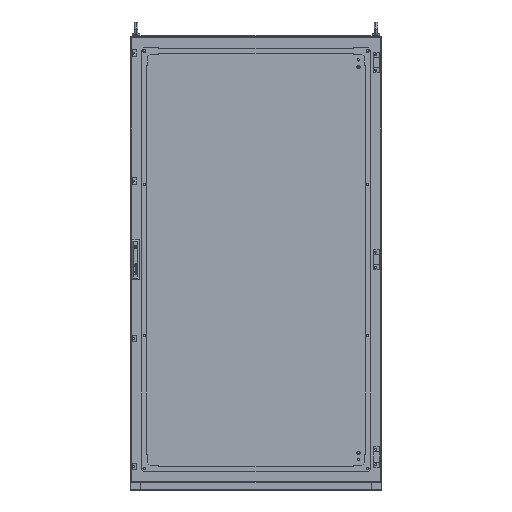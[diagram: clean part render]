
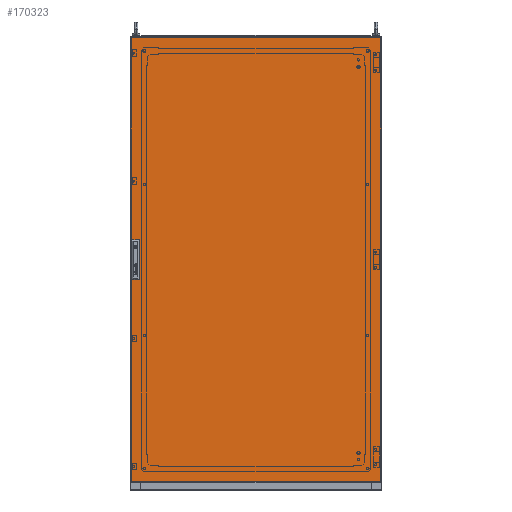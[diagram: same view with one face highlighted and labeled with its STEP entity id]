
A CAD part, top view. The second image highlights one B-rep face of the part: STEP entity #170323.
In plain terms, the highlighted planar face has unit normal (0, 0, 1).
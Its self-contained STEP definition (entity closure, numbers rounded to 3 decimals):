
#2982 = EDGE_CURVE ( 'NONE', #31806, #131330, #5013, .T. ) ;
#5013 = LINE ( 'NONE', #68157, #197994 ) ;
#6862 = LINE ( 'NONE', #148529, #193682 ) ;
#7392 = CARTESIAN_POINT ( 'NONE',  ( -465.7, -61.5, 0. ) ) ;
#8773 = CARTESIAN_POINT ( 'NONE',  ( -490.7, -61.5, 0. ) ) ;
#8901 = DIRECTION ( 'NONE',  ( 0., -1., 0. ) ) ;
#13770 = CARTESIAN_POINT ( 'NONE',  ( -465.7, -11.5, 0. ) ) ;
#13937 = CARTESIAN_POINT ( 'NONE',  ( -465.7, 88.5, 0. ) ) ;
#14516 = CARTESIAN_POINT ( 'NONE',  ( -465.7, -11.5, 0. ) ) ;
#17369 = VECTOR ( 'NONE', #201773, 1000. ) ;
#19691 = CARTESIAN_POINT ( 'NONE',  ( -497., 897., 0. ) ) ;
#21698 = VERTEX_POINT ( 'NONE', #171125 ) ;
#21719 = DIRECTION ( 'NONE',  ( -1., 0., 0. ) ) ;
#22656 = DIRECTION ( 'NONE',  ( 1., 0., 0. ) ) ;
#22986 = CARTESIAN_POINT ( 'NONE',  ( -490.7, 38.5, 0. ) ) ;
#30165 = VERTEX_POINT ( 'NONE', #7392 ) ;
#31806 = VERTEX_POINT ( 'NONE', #13937 ) ;
#34235 = VERTEX_POINT ( 'NONE', #71019 ) ;
#42176 = EDGE_CURVE ( 'NONE', #34235, #83192, #170911, .T. ) ;
#42793 = VECTOR ( 'NONE', #161101, 1000. ) ;
#43314 = DIRECTION ( 'NONE',  ( 0., -1., 0. ) ) ;
#43471 = DIRECTION ( 'NONE',  ( 0., 1., 0. ) ) ;
#48393 = VERTEX_POINT ( 'NONE', #101056 ) ;
#50293 = EDGE_CURVE ( 'NONE', #30165, #72678, #114005, .T. ) ;
#51029 = LINE ( 'NONE', #116282, #149375 ) ;
#51885 = EDGE_LOOP ( 'NONE', ( #80937, #56730, #198121, #91229 ) ) ;
#52876 = CARTESIAN_POINT ( 'NONE',  ( -465.7, -61.5, 0. ) ) ;
#53260 = EDGE_CURVE ( 'NONE', #21698, #103416, #51029, .T. ) ;
#55706 = FACE_OUTER_BOUND ( 'NONE', #96572, .T. ) ;
#56730 = ORIENTED_EDGE ( 'NONE', *, *, #2982, .F. ) ;
#56970 = VERTEX_POINT ( 'NONE', #123856 ) ;
#59692 = ORIENTED_EDGE ( 'NONE', *, *, #42176, .F. ) ;
#59831 = VERTEX_POINT ( 'NONE', #169138 ) ;
#60130 = EDGE_CURVE ( 'NONE', #59831, #31806, #127194, .T. ) ;
#60335 = ORIENTED_EDGE ( 'NONE', *, *, #83893, .T. ) ;
#62969 = CARTESIAN_POINT ( 'NONE',  ( 497., 897., 0. ) ) ;
#65150 = EDGE_CURVE ( 'NONE', #56970, #59831, #123807, .T. ) ;
#65331 = ORIENTED_EDGE ( 'NONE', *, *, #50293, .F. ) ;
#68157 = CARTESIAN_POINT ( 'NONE',  ( -465.7, 88.5, 0. ) ) ;
#71019 = CARTESIAN_POINT ( 'NONE',  ( -490.7, -11.5, 0. ) ) ;
#72678 = VERTEX_POINT ( 'NONE', #13770 ) ;
#73352 = PLANE ( 'NONE',  #106552 ) ;
#76275 = CARTESIAN_POINT ( 'NONE',  ( -465.7, 38.5, 0. ) ) ;
#78675 = CARTESIAN_POINT ( 'NONE',  ( -497., 897., 0. ) ) ;
#80937 = ORIENTED_EDGE ( 'NONE', *, *, #115282, .F. ) ;
#81435 = EDGE_LOOP ( 'NONE', ( #59692, #153729, #65331, #155849 ) ) ;
#83192 = VERTEX_POINT ( 'NONE', #8773 ) ;
#83893 = EDGE_CURVE ( 'NONE', #103416, #48393, #109559, .T. ) ;
#88470 = EDGE_CURVE ( 'NONE', #48393, #144826, #179949, .T. ) ;
#88877 = FACE_BOUND ( 'NONE', #51885, .T. ) ;
#91229 = ORIENTED_EDGE ( 'NONE', *, *, #65150, .F. ) ;
#96572 = EDGE_LOOP ( 'NONE', ( #113589, #157464, #60335, #134757 ) ) ;
#100111 = EDGE_CURVE ( 'NONE', #83192, #30165, #194659, .T. ) ;
#101056 = CARTESIAN_POINT ( 'NONE',  ( 497., 897., 0. ) ) ;
#103416 = VERTEX_POINT ( 'NONE', #168177 ) ;
#105161 = EDGE_CURVE ( 'NONE', #144826, #21698, #6862, .T. ) ;
#106552 = AXIS2_PLACEMENT_3D ( 'NONE', #168432, #135431, #22656 ) ;
#106620 = CARTESIAN_POINT ( 'NONE',  ( -465.7, 38.5, 0. ) ) ;
#108666 = LINE ( 'NONE', #14516, #17369 ) ;
#109559 = LINE ( 'NONE', #62969, #42793 ) ;
#109897 = DIRECTION ( 'NONE',  ( 0., -1., 0. ) ) ;
#112227 = VECTOR ( 'NONE', #170344, 1000. ) ;
#113542 = VECTOR ( 'NONE', #21719, 1000. ) ;
#113589 = ORIENTED_EDGE ( 'NONE', *, *, #105161, .T. ) ;
#114005 = LINE ( 'NONE', #117012, #118177 ) ;
#115282 = EDGE_CURVE ( 'NONE', #131330, #56970, #195742, .T. ) ;
#116282 = CARTESIAN_POINT ( 'NONE',  ( -497., -870., 0. ) ) ;
#117012 = CARTESIAN_POINT ( 'NONE',  ( -465.7, -61.5, 0. ) ) ;
#118177 = VECTOR ( 'NONE', #192559, 1000. ) ;
#122247 = VECTOR ( 'NONE', #179147, 1000. ) ;
#123807 = LINE ( 'NONE', #76275, #112227 ) ;
#123856 = CARTESIAN_POINT ( 'NONE',  ( -490.7, 38.5, 0. ) ) ;
#123923 = CARTESIAN_POINT ( 'NONE',  ( -490.7, 88.5, 0. ) ) ;
#127194 = LINE ( 'NONE', #106620, #142420 ) ;
#131219 = DIRECTION ( 'NONE',  ( -1., 0., 0. ) ) ;
#131330 = VERTEX_POINT ( 'NONE', #123923 ) ;
#134757 = ORIENTED_EDGE ( 'NONE', *, *, #88470, .T. ) ;
#135431 = DIRECTION ( 'NONE',  ( 0., 0., 1. ) ) ;
#142420 = VECTOR ( 'NONE', #43471, 1000. ) ;
#144660 = EDGE_CURVE ( 'NONE', #72678, #34235, #108666, .T. ) ;
#144826 = VERTEX_POINT ( 'NONE', #78675 ) ;
#145240 = DIRECTION ( 'NONE',  ( 1., 0., 0. ) ) ;
#148529 = CARTESIAN_POINT ( 'NONE',  ( -497., 897., 0. ) ) ;
#149375 = VECTOR ( 'NONE', #145240, 1000. ) ;
#153729 = ORIENTED_EDGE ( 'NONE', *, *, #144660, .F. ) ;
#155294 = VECTOR ( 'NONE', #43314, 1000. ) ;
#155849 = ORIENTED_EDGE ( 'NONE', *, *, #100111, .F. ) ;
#157464 = ORIENTED_EDGE ( 'NONE', *, *, #53260, .T. ) ;
#161101 = DIRECTION ( 'NONE',  ( 0., 1., 0. ) ) ;
#168177 = CARTESIAN_POINT ( 'NONE',  ( 497., -870., 0. ) ) ;
#168432 = CARTESIAN_POINT ( 'NONE',  ( 0., 0., 0. ) ) ;
#169138 = CARTESIAN_POINT ( 'NONE',  ( -465.7, 38.5, 0. ) ) ;
#170323 = ADVANCED_FACE ( 'NONE', ( #88877, #197462, #55706 ), #73352, .T. ) ;
#170344 = DIRECTION ( 'NONE',  ( 1., 0., 0. ) ) ;
#170911 = LINE ( 'NONE', #172944, #198066 ) ;
#171125 = CARTESIAN_POINT ( 'NONE',  ( -497., -870., 0. ) ) ;
#172944 = CARTESIAN_POINT ( 'NONE',  ( -490.7, -61.5, 0. ) ) ;
#179147 = DIRECTION ( 'NONE',  ( 1., 0., 0. ) ) ;
#179949 = LINE ( 'NONE', #19691, #113542 ) ;
#192559 = DIRECTION ( 'NONE',  ( 0., 1., 0. ) ) ;
#193682 = VECTOR ( 'NONE', #8901, 1000. ) ;
#194659 = LINE ( 'NONE', #52876, #122247 ) ;
#195742 = LINE ( 'NONE', #22986, #155294 ) ;
#197462 = FACE_BOUND ( 'NONE', #81435, .T. ) ;
#197994 = VECTOR ( 'NONE', #131219, 1000. ) ;
#198066 = VECTOR ( 'NONE', #109897, 1000. ) ;
#198121 = ORIENTED_EDGE ( 'NONE', *, *, #60130, .F. ) ;
#201773 = DIRECTION ( 'NONE',  ( -1., 0., 0. ) ) ;
